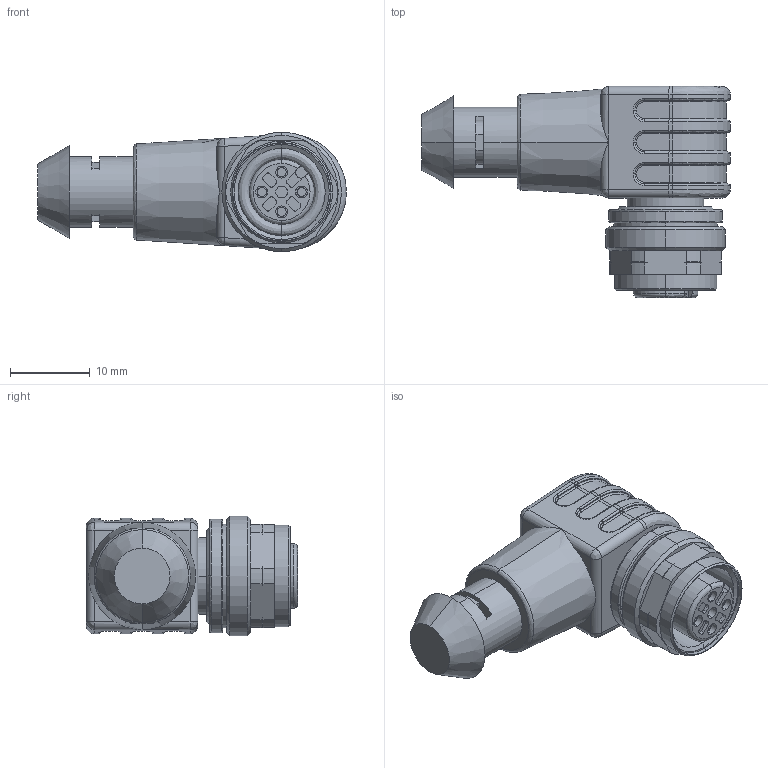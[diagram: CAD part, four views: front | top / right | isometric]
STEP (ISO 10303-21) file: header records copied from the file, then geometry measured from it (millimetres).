
FILE_DESCRIPTION (( 'STEP AP214' ), '1' );
FILE_NAME ('43637~0.STEP', '2019-05-24T10:26:50', ( '' ), ( '' ), 'SwSTEP 2.0', 'SolidWorks 2018', '' );
FILE_SCHEMA (( 'AUTOMOTIVE_DESIGN' ));
Length unit declared in the file: millimetre
Products named in the file (1): 43637~0
Bounding box: 38.75 x 26.5 x 15 mm (x, y, z)
Volume: 6159.5 mm3; surface area: 3312.5 mm2
Topology: 1 solids, 1 shells, 335 faces, 808 edges, 497 vertices
Faces by surface type: cylinder 146, bspline 81, plane 81, cone 27
Entity records: 12492 total; most frequent: CARTESIAN_POINT 5004, ORIENTED_EDGE 1612, DIRECTION 1521, EDGE_CURVE 806, AXIS2_PLACEMENT_3D 611, VERTEX_POINT 497, EDGE_LOOP 359, CIRCLE 356
